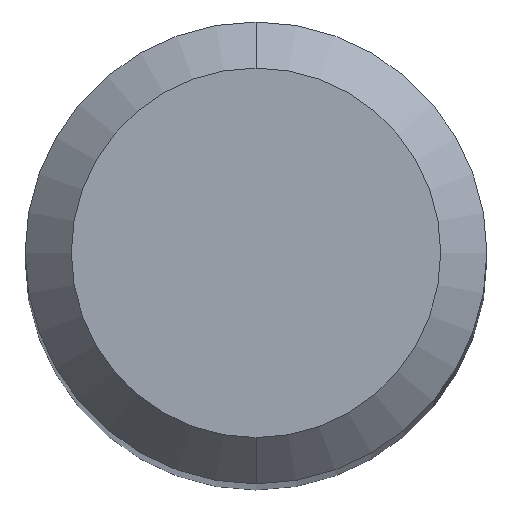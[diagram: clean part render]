
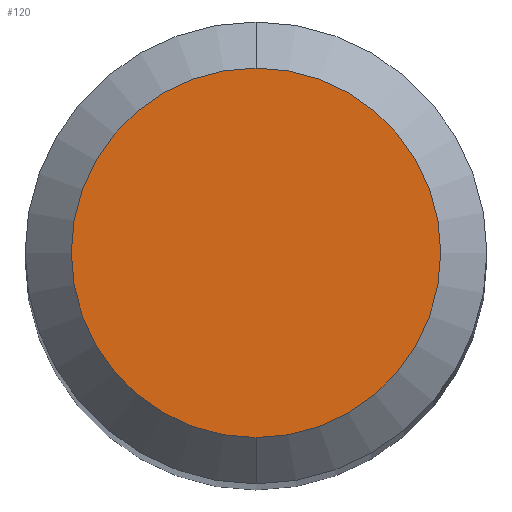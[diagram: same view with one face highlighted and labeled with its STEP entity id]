
A CAD part, top view. The second image highlights one B-rep face of the part: STEP entity #120.
In plain terms, the highlighted planar face has unit normal (0, 0, 1).
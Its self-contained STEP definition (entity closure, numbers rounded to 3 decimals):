
#24 = CIRCLE ( 'NONE', #289, 1.2 ) ;
#41 = VERTEX_POINT ( 'NONE', #297 ) ;
#43 = DIRECTION ( 'NONE',  ( 0., 0., -1. ) ) ;
#53 = DIRECTION ( 'NONE',  ( 0., 1., 0. ) ) ;
#90 = ORIENTED_EDGE ( 'NONE', *, *, #91, .F. ) ;
#91 = EDGE_CURVE ( 'NONE', #41, #228, #342, .T. ) ;
#93 = AXIS2_PLACEMENT_3D ( 'NONE', #108, #284, #53 ) ;
#108 = CARTESIAN_POINT ( 'NONE',  ( 0., 0., 30. ) ) ;
#120 = ADVANCED_FACE ( 'NONE', ( #248 ), #171, .F. ) ;
#171 = PLANE ( 'NONE',  #93 ) ;
#209 = DIRECTION ( 'NONE',  ( 0., 1., 0. ) ) ;
#217 = EDGE_LOOP ( 'NONE', ( #90, #233 ) ) ;
#228 = VERTEX_POINT ( 'NONE', #327 ) ;
#233 = ORIENTED_EDGE ( 'NONE', *, *, #254, .F. ) ;
#242 = CARTESIAN_POINT ( 'NONE',  ( 0., 0., 30. ) ) ;
#248 = FACE_OUTER_BOUND ( 'NONE', #217, .T. ) ;
#254 = EDGE_CURVE ( 'NONE', #228, #41, #24, .T. ) ;
#284 = DIRECTION ( 'NONE',  ( 0., 0., -1. ) ) ;
#289 = AXIS2_PLACEMENT_3D ( 'NONE', #294, #349, #322 ) ;
#294 = CARTESIAN_POINT ( 'NONE',  ( 0., 0., 30. ) ) ;
#297 = CARTESIAN_POINT ( 'NONE',  ( 0., 1.2, 30. ) ) ;
#298 = AXIS2_PLACEMENT_3D ( 'NONE', #242, #43, #209 ) ;
#322 = DIRECTION ( 'NONE',  ( 0., 1., 0. ) ) ;
#327 = CARTESIAN_POINT ( 'NONE',  ( 0., -1.2, 30. ) ) ;
#342 = CIRCLE ( 'NONE', #298, 1.2 ) ;
#349 = DIRECTION ( 'NONE',  ( 0., 0., -1. ) ) ;
